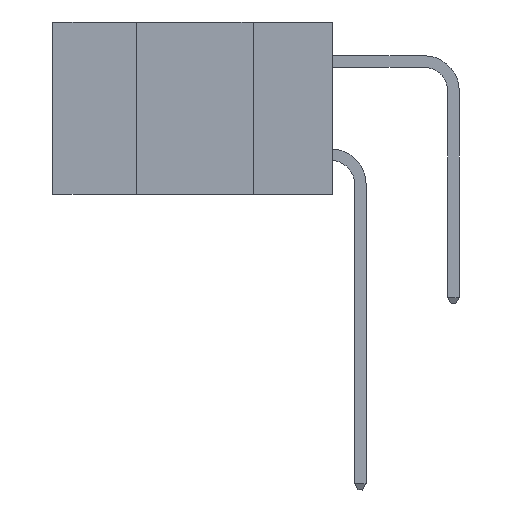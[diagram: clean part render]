
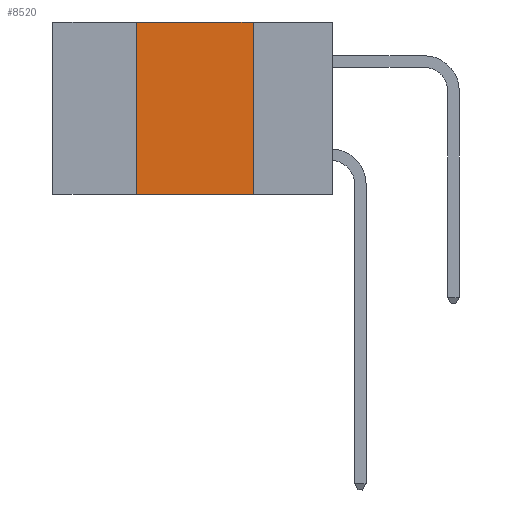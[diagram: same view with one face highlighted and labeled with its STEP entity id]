
A CAD part, left-side view. The second image highlights one B-rep face of the part: STEP entity #8520.
In plain terms, the highlighted planar face has unit normal (-1, 0, 0).
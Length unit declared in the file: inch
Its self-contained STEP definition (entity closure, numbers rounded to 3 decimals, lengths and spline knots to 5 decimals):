
#148 = EDGE_CURVE ( 'NONE', #15615, #17310, #21402, .T. ) ;
#613 = CARTESIAN_POINT ( 'NONE',  ( 0., 0.42, 0. ) ) ;
#649 = ORIENTED_EDGE ( 'NONE', *, *, #19298, .F. ) ;
#1298 = ORIENTED_EDGE ( 'NONE', *, *, #148, .F. ) ;
#1334 = AXIS2_PLACEMENT_3D ( 'NONE', #13744, #18640, #8874 ) ;
#1532 = ORIENTED_EDGE ( 'NONE', *, *, #1815, .T. ) ;
#1815 = EDGE_CURVE ( 'NONE', #7725, #4307, #2470, .T. ) ;
#2427 = VECTOR ( 'NONE', #11305, 39.37008 ) ;
#2470 = LINE ( 'NONE', #19342, #2997 ) ;
#2741 = FACE_OUTER_BOUND ( 'NONE', #3948, .T. ) ;
#2997 = VECTOR ( 'NONE', #19316, 39.37008 ) ;
#3475 = DIRECTION ( 'NONE',  ( 0., -1., 0. ) ) ;
#3948 = EDGE_LOOP ( 'NONE', ( #17861, #1298, #649, #1532 ) ) ;
#4307 = VERTEX_POINT ( 'NONE', #8729 ) ;
#4808 = DIRECTION ( 'NONE',  ( 0., 0., 1. ) ) ;
#7725 = VERTEX_POINT ( 'NONE', #19815 ) ;
#7863 = LINE ( 'NONE', #11487, #16095 ) ;
#8520 = ADVANCED_FACE ( 'NONE', ( #2741 ), #17008, .F. ) ;
#8729 = CARTESIAN_POINT ( 'NONE',  ( 0., 0.17, -0.37 ) ) ;
#8874 = DIRECTION ( 'NONE',  ( 0., 0., -1. ) ) ;
#9619 = EDGE_CURVE ( 'NONE', #17310, #4307, #15729, .T. ) ;
#11305 = DIRECTION ( 'NONE',  ( 0., 0., -1. ) ) ;
#11487 = CARTESIAN_POINT ( 'NONE',  ( 0., 0.42, 0. ) ) ;
#12241 = VECTOR ( 'NONE', #3475, 39.37008 ) ;
#13744 = CARTESIAN_POINT ( 'NONE',  ( 0., 0.6, 0. ) ) ;
#14576 = CARTESIAN_POINT ( 'NONE',  ( 0., 0.17, 0. ) ) ;
#15615 = VERTEX_POINT ( 'NONE', #613 ) ;
#15729 = LINE ( 'NONE', #14576, #2427 ) ;
#16095 = VECTOR ( 'NONE', #4808, 39.37008 ) ;
#17008 = PLANE ( 'NONE',  #1334 ) ;
#17310 = VERTEX_POINT ( 'NONE', #18505 ) ;
#17861 = ORIENTED_EDGE ( 'NONE', *, *, #9619, .F. ) ;
#18505 = CARTESIAN_POINT ( 'NONE',  ( 0., 0.17, 0. ) ) ;
#18640 = DIRECTION ( 'NONE',  ( 1., 0., 0. ) ) ;
#19298 = EDGE_CURVE ( 'NONE', #7725, #15615, #7863, .T. ) ;
#19316 = DIRECTION ( 'NONE',  ( 0., -1., 0. ) ) ;
#19342 = CARTESIAN_POINT ( 'NONE',  ( 0., 0.6, -0.37 ) ) ;
#19767 = CARTESIAN_POINT ( 'NONE',  ( 0., 0.6, 0. ) ) ;
#19815 = CARTESIAN_POINT ( 'NONE',  ( 0., 0.42, -0.37 ) ) ;
#21402 = LINE ( 'NONE', #19767, #12241 ) ;
